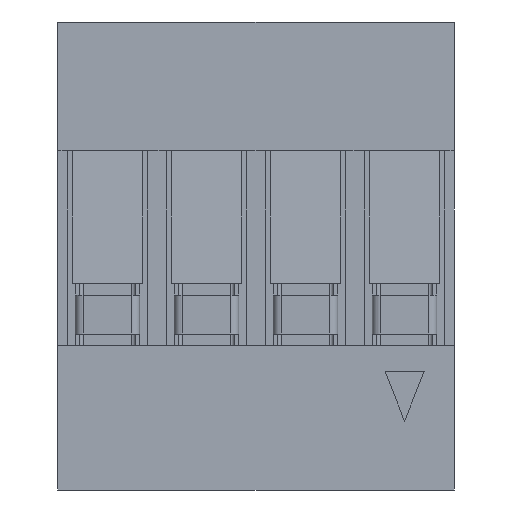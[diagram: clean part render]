
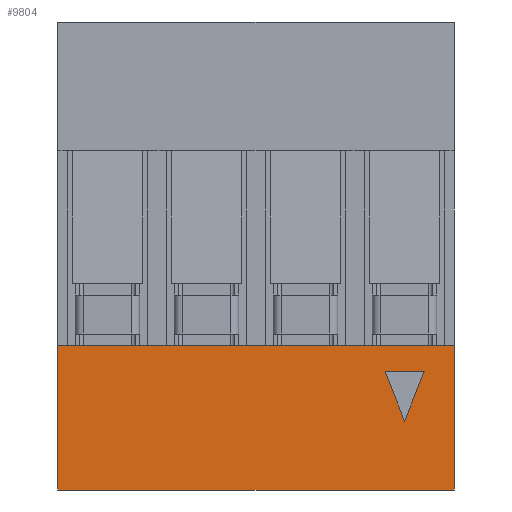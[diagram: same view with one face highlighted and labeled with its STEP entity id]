
A CAD part, front view. The second image highlights one B-rep face of the part: STEP entity #9804.
In plain terms, the highlighted planar face has unit normal (0, -1, 0).
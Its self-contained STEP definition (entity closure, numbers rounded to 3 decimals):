
#67 = CARTESIAN_POINT ( 'NONE',  ( -8.89, -1.27, 12. ) ) ;
#80 = CARTESIAN_POINT ( 'NONE',  ( -8.89, -1.27, 0. ) ) ;
#786 = CARTESIAN_POINT ( 'NONE',  ( 1.27, -1.27, 3.7 ) ) ;
#1174 = VERTEX_POINT ( 'NONE', #5368 ) ;
#1294 = DIRECTION ( 'NONE',  ( 0.367, 0., 0.93 ) ) ;
#1312 = VERTEX_POINT ( 'NONE', #1421 ) ;
#1325 = VECTOR ( 'NONE', #6667, 1000. ) ;
#1421 = CARTESIAN_POINT ( 'NONE',  ( 0.5, -1.27, 3.032 ) ) ;
#1516 = ORIENTED_EDGE ( 'NONE', *, *, #4123, .F. ) ;
#1576 = DIRECTION ( 'NONE',  ( 1., 0., 0. ) ) ;
#2140 = EDGE_CURVE ( 'NONE', #11669, #1312, #9061, .T. ) ;
#2196 = ORIENTED_EDGE ( 'NONE', *, *, #11708, .T. ) ;
#2612 = VECTOR ( 'NONE', #7075, 1000. ) ;
#3011 = DIRECTION ( 'NONE',  ( 1., 0., 0. ) ) ;
#3217 = VECTOR ( 'NONE', #8696, 1000. ) ;
#4123 = EDGE_CURVE ( 'NONE', #1312, #1174, #8994, .T. ) ;
#4449 = EDGE_CURVE ( 'NONE', #1174, #11669, #8961, .T. ) ;
#4485 = LINE ( 'NONE', #67, #11570 ) ;
#5269 = EDGE_LOOP ( 'NONE', ( #6455, #8457, #1516 ) ) ;
#5362 = DIRECTION ( 'NONE',  ( 0., 0., -1. ) ) ;
#5368 = CARTESIAN_POINT ( 'NONE',  ( -0.5, -1.27, 3.032 ) ) ;
#5495 = VERTEX_POINT ( 'NONE', #5971 ) ;
#5784 = CARTESIAN_POINT ( 'NONE',  ( -1.27, -1.27, 3.7 ) ) ;
#5900 = FACE_OUTER_BOUND ( 'NONE', #10062, .T. ) ;
#5971 = CARTESIAN_POINT ( 'NONE',  ( -8.89, -1.27, 3.7 ) ) ;
#6087 = FACE_BOUND ( 'NONE', #5269, .T. ) ;
#6230 = VECTOR ( 'NONE', #10905, 1000. ) ;
#6455 = ORIENTED_EDGE ( 'NONE', *, *, #2140, .F. ) ;
#6461 = CARTESIAN_POINT ( 'NONE',  ( 0., -1.27, 1.766 ) ) ;
#6667 = DIRECTION ( 'NONE',  ( 0., 0., -1. ) ) ;
#6687 = CARTESIAN_POINT ( 'NONE',  ( -0.5, -1.27, 3.032 ) ) ;
#6729 = EDGE_CURVE ( 'NONE', #5495, #9565, #9264, .T. ) ;
#7075 = DIRECTION ( 'NONE',  ( -1., 0., 0. ) ) ;
#7639 = EDGE_CURVE ( 'NONE', #12369, #8835, #8212, .T. ) ;
#7725 = CARTESIAN_POINT ( 'NONE',  ( 0.5, -1.27, 3.032 ) ) ;
#7737 = CARTESIAN_POINT ( 'NONE',  ( 1.27, -1.27, 0. ) ) ;
#8212 = LINE ( 'NONE', #8908, #2612 ) ;
#8268 = VECTOR ( 'NONE', #1576, 1000. ) ;
#8457 = ORIENTED_EDGE ( 'NONE', *, *, #4449, .F. ) ;
#8620 = PLANE ( 'NONE',  #10945 ) ;
#8696 = DIRECTION ( 'NONE',  ( 0.367, 0., -0.93 ) ) ;
#8835 = VERTEX_POINT ( 'NONE', #80 ) ;
#8908 = CARTESIAN_POINT ( 'NONE',  ( 0., -1.27, 0. ) ) ;
#8961 = LINE ( 'NONE', #9824, #3217 ) ;
#8994 = LINE ( 'NONE', #6687, #6230 ) ;
#9061 = LINE ( 'NONE', #7725, #10564 ) ;
#9264 = LINE ( 'NONE', #5784, #8268 ) ;
#9565 = VERTEX_POINT ( 'NONE', #786 ) ;
#9688 = CARTESIAN_POINT ( 'NONE',  ( 1.27, -1.27, 12. ) ) ;
#9691 = ORIENTED_EDGE ( 'NONE', *, *, #7639, .F. ) ;
#9692 = DIRECTION ( 'NONE',  ( 0., -1., 0. ) ) ;
#9804 = ADVANCED_FACE ( 'NONE', ( #5900, #6087 ), #8620, .T. ) ;
#9824 = CARTESIAN_POINT ( 'NONE',  ( 0., -1.27, 1.766 ) ) ;
#10062 = EDGE_LOOP ( 'NONE', ( #13542, #2196, #9691, #10300 ) ) ;
#10300 = ORIENTED_EDGE ( 'NONE', *, *, #11786, .F. ) ;
#10564 = VECTOR ( 'NONE', #1294, 1000. ) ;
#10905 = DIRECTION ( 'NONE',  ( -1., 0., 0. ) ) ;
#10945 = AXIS2_PLACEMENT_3D ( 'NONE', #11605, #9692, #3011 ) ;
#11047 = LINE ( 'NONE', #9688, #1325 ) ;
#11570 = VECTOR ( 'NONE', #5362, 1000. ) ;
#11605 = CARTESIAN_POINT ( 'NONE',  ( 0., -1.27, 12. ) ) ;
#11669 = VERTEX_POINT ( 'NONE', #6461 ) ;
#11708 = EDGE_CURVE ( 'NONE', #5495, #8835, #4485, .T. ) ;
#11786 = EDGE_CURVE ( 'NONE', #9565, #12369, #11047, .T. ) ;
#12369 = VERTEX_POINT ( 'NONE', #7737 ) ;
#13542 = ORIENTED_EDGE ( 'NONE', *, *, #6729, .F. ) ;
